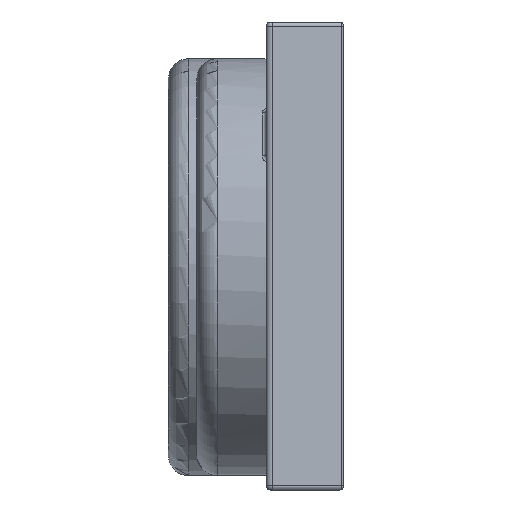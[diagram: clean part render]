
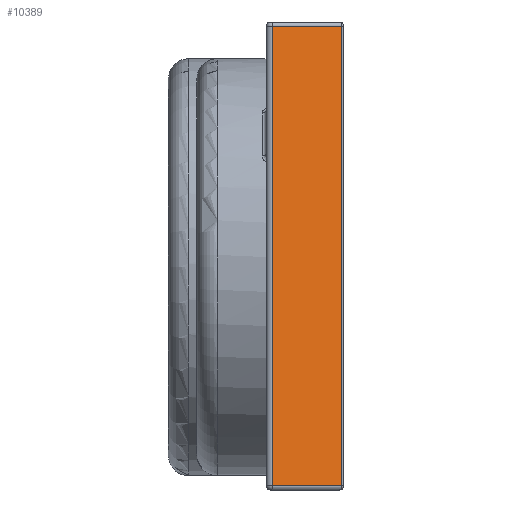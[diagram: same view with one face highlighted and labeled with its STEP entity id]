
A CAD part, left-side view. The second image highlights one B-rep face of the part: STEP entity #10389.
In plain terms, the highlighted planar face has unit normal (-0.866, -0.5, 0).
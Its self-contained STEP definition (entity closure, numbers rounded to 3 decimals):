
#394 = VECTOR ( 'NONE', #4102, 1000. ) ;
#917 = ORIENTED_EDGE ( 'NONE', *, *, #7874, .T. ) ;
#1072 = CARTESIAN_POINT ( 'NONE',  ( -13.322, -7.691, -5.35 ) ) ;
#1849 = FACE_OUTER_BOUND ( 'NONE', #10883, .T. ) ;
#2674 = VERTEX_POINT ( 'NONE', #9589 ) ;
#2705 = LINE ( 'NONE', #5830, #7019 ) ;
#2723 = VERTEX_POINT ( 'NONE', #4536 ) ;
#3719 = DIRECTION ( 'NONE',  ( -0.5, 0.866, 0. ) ) ;
#3934 = CARTESIAN_POINT ( 'NONE',  ( -17.907, 0.25, -5.35 ) ) ;
#4102 = DIRECTION ( 'NONE',  ( 0.5, -0.866, 0. ) ) ;
#4146 = PLANE ( 'NONE',  #12608 ) ;
#4357 = VECTOR ( 'NONE', #3719, 1000. ) ;
#4536 = CARTESIAN_POINT ( 'NONE',  ( -16.931, -1.44, 5.9 ) ) ;
#4634 = CARTESIAN_POINT ( 'NONE',  ( -17.994, 0.4, 5.9 ) ) ;
#4651 = LINE ( 'NONE', #8747, #8577 ) ;
#4804 = EDGE_CURVE ( 'NONE', #2674, #2723, #4651, .T. ) ;
#5186 = DIRECTION ( 'NONE',  ( -0.5, 0.866, 0. ) ) ;
#5830 = CARTESIAN_POINT ( 'NONE',  ( -17.907, 0.25, -5.45 ) ) ;
#6064 = VERTEX_POINT ( 'NONE', #3934 ) ;
#6114 = LINE ( 'NONE', #1072, #394 ) ;
#6272 = DIRECTION ( 'NONE',  ( 0.866, 0.5, 0. ) ) ;
#6889 = LINE ( 'NONE', #4634, #4357 ) ;
#6980 = EDGE_CURVE ( 'NONE', #7251, #6064, #2705, .T. ) ;
#7019 = VECTOR ( 'NONE', #7616, 1000. ) ;
#7251 = VERTEX_POINT ( 'NONE', #9845 ) ;
#7616 = DIRECTION ( 'NONE',  ( 0., 0., -1. ) ) ;
#7829 = ORIENTED_EDGE ( 'NONE', *, *, #4804, .T. ) ;
#7874 = EDGE_CURVE ( 'NONE', #6064, #2674, #6114, .T. ) ;
#8406 = EDGE_CURVE ( 'NONE', #2723, #7251, #6889, .T. ) ;
#8577 = VECTOR ( 'NONE', #10637, 1000. ) ;
#8747 = CARTESIAN_POINT ( 'NONE',  ( -16.931, -1.44, -5.45 ) ) ;
#9589 = CARTESIAN_POINT ( 'NONE',  ( -16.931, -1.44, -5.35 ) ) ;
#9845 = CARTESIAN_POINT ( 'NONE',  ( -17.907, 0.25, 5.9 ) ) ;
#10389 = ADVANCED_FACE ( 'NONE', ( #1849 ), #4146, .F. ) ;
#10637 = DIRECTION ( 'NONE',  ( 0., 0., 1. ) ) ;
#10883 = EDGE_LOOP ( 'NONE', ( #917, #7829, #12493, #11524 ) ) ;
#11128 = CARTESIAN_POINT ( 'NONE',  ( -13.322, -7.691, -5.45 ) ) ;
#11524 = ORIENTED_EDGE ( 'NONE', *, *, #6980, .T. ) ;
#12493 = ORIENTED_EDGE ( 'NONE', *, *, #8406, .T. ) ;
#12608 = AXIS2_PLACEMENT_3D ( 'NONE', #11128, #6272, #5186 ) ;
